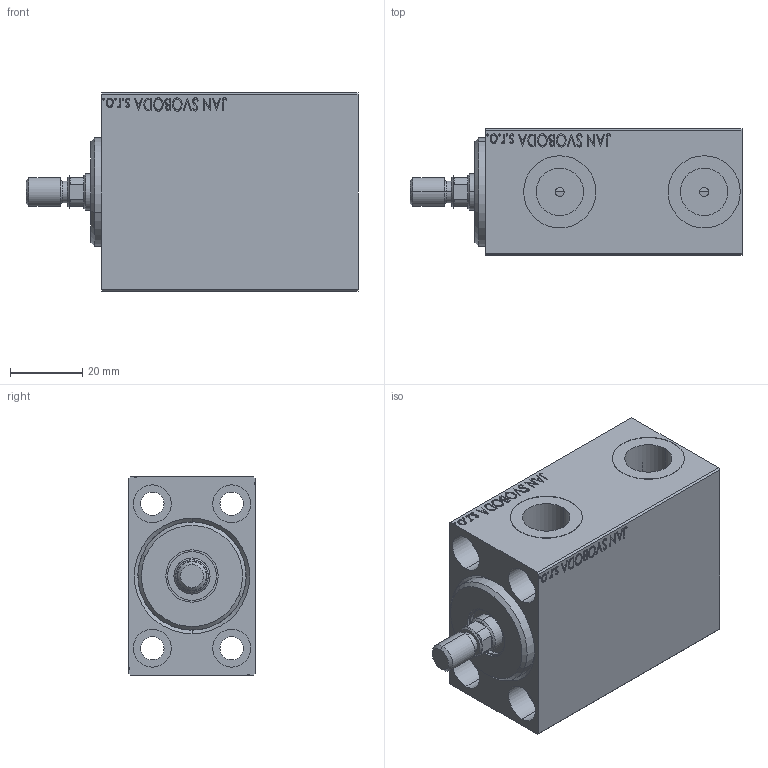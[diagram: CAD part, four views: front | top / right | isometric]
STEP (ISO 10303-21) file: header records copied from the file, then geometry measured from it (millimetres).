
FILE_DESCRIPTION (( 'STEP AP203' ), '1' );
FILE_NAME ('5619.STEP', '2025-04-15T12:55:25', ( '' ), ( '' ), 'SwSTEP 2.0', 'SolidWorks 2019', '' );
FILE_SCHEMA (( 'CONFIG_CONTROL_DESIGN' ));
Length unit declared in the file: millimetre
Products named in the file (5): V450CM_MALE_METRIC 88f3ff6f4826e3d3cd1454c8b0b2f6f6; V450CM_C_VCP 88f3ff6f4826e3d3cd1454c8b0b2f6f6; V450CM_VC_B 88f3ff6f4826e3d3cd1454c8b0b2f6f6; V450CM_C_Body 88f3ff6f4826e3d3cd1454c8b0b2f6f6; 5619
Assembly tree (4 placements, depth 2):
  5619
    V450CM_C_Body 88f3ff6f4826e3d3cd1454c8b0b2f6f6
    V450CM_C_VCP 88f3ff6f4826e3d3cd1454c8b0b2f6f6
    V450CM_VC_B 88f3ff6f4826e3d3cd1454c8b0b2f6f6
    V450CM_MALE_METRIC 88f3ff6f4826e3d3cd1454c8b0b2f6f6
Bounding box: 92 x 35 x 55 mm (x, y, z)
Volume: 120111.9 mm3; surface area: 34125.1 mm2
Topology: 4 solids, 4 shells, 879 faces, 2242 edges, 1485 vertices
Faces by surface type: plane 413, bspline 380, cylinder 66, cone 18, torus 2
Entity records: 44535 total; most frequent: CARTESIAN_POINT 25191, ORIENTED_EDGE 4480, DIRECTION 2634, EDGE_CURVE 2240, VERTEX_POINT 1485, VECTOR 1314, LINE 1314, EDGE_LOOP 1009
